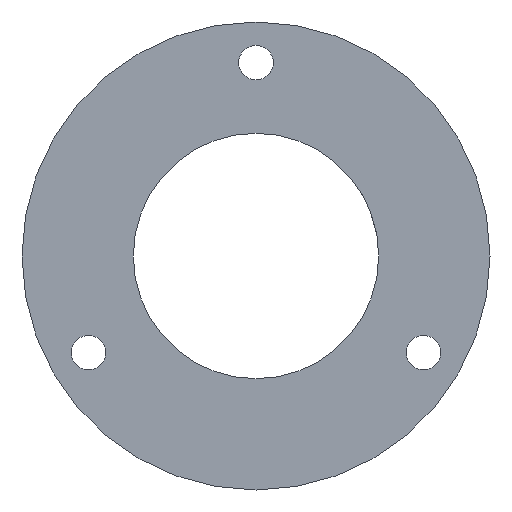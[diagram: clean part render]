
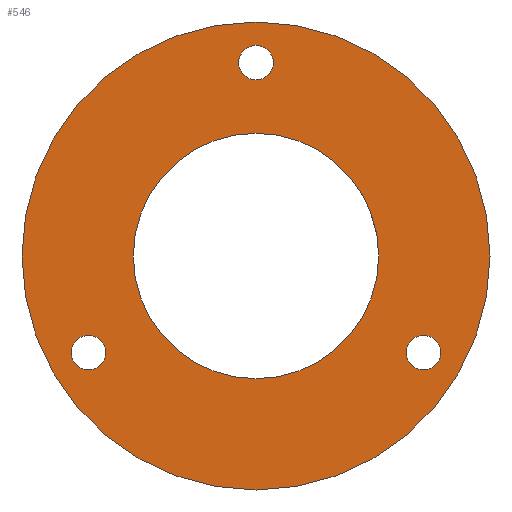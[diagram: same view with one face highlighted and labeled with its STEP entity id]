
A CAD part, front view. The second image highlights one B-rep face of the part: STEP entity #546.
In plain terms, the highlighted planar face has unit normal (0, -1, 0).
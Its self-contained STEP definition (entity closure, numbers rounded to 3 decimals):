
#6 = ORIENTED_EDGE ( 'NONE', *, *, #904, .F. ) ;
#13 = CARTESIAN_POINT ( 'NONE',  ( 0., 0., -57.5 ) ) ;
#15 = DIRECTION ( 'NONE',  ( 0., -1., 0. ) ) ;
#21 = CIRCLE ( 'NONE', #734, 57.5 ) ;
#27 = DIRECTION ( 'NONE',  ( 0., -1., 0. ) ) ;
#38 = DIRECTION ( 'NONE',  ( 0., -1., 0. ) ) ;
#48 = AXIS2_PLACEMENT_3D ( 'NONE', #106, #38, #432 ) ;
#60 = EDGE_LOOP ( 'NONE', ( #595, #909 ) ) ;
#89 = AXIS2_PLACEMENT_3D ( 'NONE', #946, #884, #482 ) ;
#103 = DIRECTION ( 'NONE',  ( 0., 1., 0. ) ) ;
#106 = CARTESIAN_POINT ( 'NONE',  ( 41.136, 0., -23.75 ) ) ;
#107 = AXIS2_PLACEMENT_3D ( 'NONE', #774, #1007, #384 ) ;
#137 = DIRECTION ( 'NONE',  ( 0., 0., -1. ) ) ;
#142 = DIRECTION ( 'NONE',  ( 0., -1., 0. ) ) ;
#199 = FACE_BOUND ( 'NONE', #792, .T. ) ;
#204 = EDGE_CURVE ( 'NONE', #336, #679, #216, .T. ) ;
#206 = ORIENTED_EDGE ( 'NONE', *, *, #204, .F. ) ;
#216 = CIRCLE ( 'NONE', #264, 4.25 ) ;
#264 = AXIS2_PLACEMENT_3D ( 'NONE', #720, #15, #905 ) ;
#289 = EDGE_CURVE ( 'NONE', #801, #738, #926, .T. ) ;
#295 = AXIS2_PLACEMENT_3D ( 'NONE', #885, #576, #643 ) ;
#302 = CARTESIAN_POINT ( 'NONE',  ( 0., 0., 57.5 ) ) ;
#318 = CIRCLE ( 'NONE', #48, 4.25 ) ;
#328 = EDGE_CURVE ( 'NONE', #738, #801, #613, .T. ) ;
#336 = VERTEX_POINT ( 'NONE', #941 ) ;
#345 = FACE_BOUND ( 'NONE', #60, .T. ) ;
#362 = CARTESIAN_POINT ( 'NONE',  ( -30.15, 0., 0. ) ) ;
#366 = EDGE_CURVE ( 'NONE', #847, #645, #666, .T. ) ;
#367 = DIRECTION ( 'NONE',  ( 0., -1., 0. ) ) ;
#373 = DIRECTION ( 'NONE',  ( 0., 0., -1. ) ) ;
#379 = ORIENTED_EDGE ( 'NONE', *, *, #289, .F. ) ;
#384 = DIRECTION ( 'NONE',  ( 0., 0., -1. ) ) ;
#400 = AXIS2_PLACEMENT_3D ( 'NONE', #913, #597, #990 ) ;
#432 = DIRECTION ( 'NONE',  ( -0.866, 0., 0.5 ) ) ;
#442 = DIRECTION ( 'NONE',  ( 0., 0., 1. ) ) ;
#449 = CARTESIAN_POINT ( 'NONE',  ( 0., 0., 47.5 ) ) ;
#463 = DIRECTION ( 'NONE',  ( 0., 0., -1. ) ) ;
#466 = ORIENTED_EDGE ( 'NONE', *, *, #328, .F. ) ;
#482 = DIRECTION ( 'NONE',  ( -0.866, 0., 0.5 ) ) ;
#484 = AXIS2_PLACEMENT_3D ( 'NONE', #895, #27, #741 ) ;
#506 = CIRCLE ( 'NONE', #585, 4.25 ) ;
#511 = EDGE_CURVE ( 'NONE', #826, #540, #318, .T. ) ;
#524 = AXIS2_PLACEMENT_3D ( 'NONE', #636, #1026, #463 ) ;
#540 = VERTEX_POINT ( 'NONE', #596 ) ;
#546 = ADVANCED_FACE ( 'NONE', ( #199, #345, #593, #972, #903 ), #993, .F. ) ;
#576 = DIRECTION ( 'NONE',  ( 0., -1., 0. ) ) ;
#583 = ORIENTED_EDGE ( 'NONE', *, *, #366, .T. ) ;
#585 = AXIS2_PLACEMENT_3D ( 'NONE', #449, #367, #373 ) ;
#587 = EDGE_CURVE ( 'NONE', #679, #336, #506, .T. ) ;
#593 = FACE_BOUND ( 'NONE', #815, .T. ) ;
#595 = ORIENTED_EDGE ( 'NONE', *, *, #511, .F. ) ;
#596 = CARTESIAN_POINT ( 'NONE',  ( 44.817, 0., -25.875 ) ) ;
#597 = DIRECTION ( 'NONE',  ( 0., -1., 0. ) ) ;
#613 = CIRCLE ( 'NONE', #400, 4.25 ) ;
#636 = CARTESIAN_POINT ( 'NONE',  ( 0., 0., 0. ) ) ;
#643 = DIRECTION ( 'NONE',  ( 0., 0., -1. ) ) ;
#645 = VERTEX_POINT ( 'NONE', #302 ) ;
#650 = ORIENTED_EDGE ( 'NONE', *, *, #1010, .T. ) ;
#658 = VERTEX_POINT ( 'NONE', #833 ) ;
#666 = CIRCLE ( 'NONE', #295, 57.5 ) ;
#679 = VERTEX_POINT ( 'NONE', #688 ) ;
#688 = CARTESIAN_POINT ( 'NONE',  ( 0., 0., 43.25 ) ) ;
#696 = CARTESIAN_POINT ( 'NONE',  ( 0., 0., 30.15 ) ) ;
#707 = CARTESIAN_POINT ( 'NONE',  ( 37.456, 0., -21.625 ) ) ;
#720 = CARTESIAN_POINT ( 'NONE',  ( 0., 0., 47.5 ) ) ;
#734 = AXIS2_PLACEMENT_3D ( 'NONE', #842, #142, #137 ) ;
#738 = VERTEX_POINT ( 'NONE', #854 ) ;
#741 = DIRECTION ( 'NONE',  ( 0.866, 0., 0.5 ) ) ;
#751 = ORIENTED_EDGE ( 'NONE', *, *, #587, .F. ) ;
#774 = CARTESIAN_POINT ( 'NONE',  ( 0., 0., 0. ) ) ;
#775 = CARTESIAN_POINT ( 'NONE',  ( -37.456, 0., -21.625 ) ) ;
#792 = EDGE_LOOP ( 'NONE', ( #379, #466 ) ) ;
#801 = VERTEX_POINT ( 'NONE', #775 ) ;
#804 = EDGE_CURVE ( 'NONE', #540, #826, #886, .T. ) ;
#815 = EDGE_LOOP ( 'NONE', ( #751, #206 ) ) ;
#826 = VERTEX_POINT ( 'NONE', #707 ) ;
#833 = CARTESIAN_POINT ( 'NONE',  ( 0., 0., -30.15 ) ) ;
#842 = CARTESIAN_POINT ( 'NONE',  ( 0., 0., 0. ) ) ;
#847 = VERTEX_POINT ( 'NONE', #13 ) ;
#852 = EDGE_LOOP ( 'NONE', ( #583, #650 ) ) ;
#854 = CARTESIAN_POINT ( 'NONE',  ( -44.817, 0., -25.875 ) ) ;
#882 = EDGE_LOOP ( 'NONE', ( #988, #6 ) ) ;
#884 = DIRECTION ( 'NONE',  ( 0., -1., 0. ) ) ;
#885 = CARTESIAN_POINT ( 'NONE',  ( 0., 0., 0. ) ) ;
#886 = CIRCLE ( 'NONE', #89, 4.25 ) ;
#895 = CARTESIAN_POINT ( 'NONE',  ( -41.136, 0., -23.75 ) ) ;
#903 = FACE_OUTER_BOUND ( 'NONE', #852, .T. ) ;
#904 = EDGE_CURVE ( 'NONE', #944, #658, #969, .T. ) ;
#905 = DIRECTION ( 'NONE',  ( 0., 0., -1. ) ) ;
#909 = ORIENTED_EDGE ( 'NONE', *, *, #804, .F. ) ;
#913 = CARTESIAN_POINT ( 'NONE',  ( -41.136, 0., -23.75 ) ) ;
#926 = CIRCLE ( 'NONE', #484, 4.25 ) ;
#937 = EDGE_CURVE ( 'NONE', #658, #944, #998, .T. ) ;
#941 = CARTESIAN_POINT ( 'NONE',  ( 0., 0., 51.75 ) ) ;
#944 = VERTEX_POINT ( 'NONE', #696 ) ;
#946 = CARTESIAN_POINT ( 'NONE',  ( 41.136, 0., -23.75 ) ) ;
#969 = CIRCLE ( 'NONE', #524, 30.15 ) ;
#972 = FACE_BOUND ( 'NONE', #882, .T. ) ;
#988 = ORIENTED_EDGE ( 'NONE', *, *, #937, .F. ) ;
#990 = DIRECTION ( 'NONE',  ( 0.866, 0., 0.5 ) ) ;
#993 = PLANE ( 'NONE',  #1029 ) ;
#998 = CIRCLE ( 'NONE', #107, 30.15 ) ;
#1007 = DIRECTION ( 'NONE',  ( 0., -1., 0. ) ) ;
#1010 = EDGE_CURVE ( 'NONE', #645, #847, #21, .T. ) ;
#1026 = DIRECTION ( 'NONE',  ( 0., -1., 0. ) ) ;
#1029 = AXIS2_PLACEMENT_3D ( 'NONE', #362, #103, #442 ) ;
